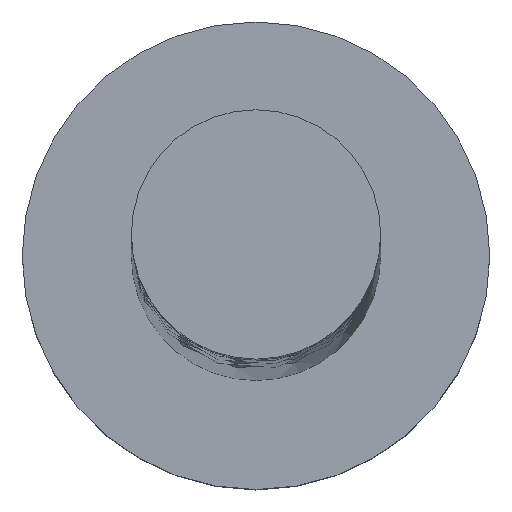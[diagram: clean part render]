
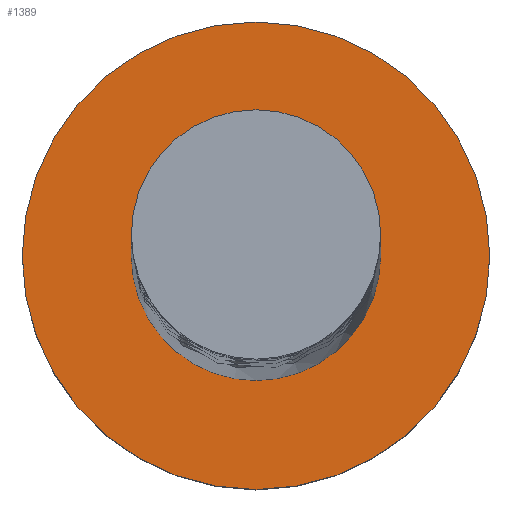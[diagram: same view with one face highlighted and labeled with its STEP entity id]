
A CAD part, top view. The second image highlights one B-rep face of the part: STEP entity #1389.
In plain terms, the highlighted planar face has unit normal (0, 0, 1).
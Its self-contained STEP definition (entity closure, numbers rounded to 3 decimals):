
#35 = CARTESIAN_POINT ( 'NONE',  ( 3., 0., 3. ) ) ;
#79 = EDGE_CURVE ( 'NONE', #1296, #1340, #198, .T. ) ;
#84 = CARTESIAN_POINT ( 'NONE',  ( 0., 0., 3. ) ) ;
#95 = AXIS2_PLACEMENT_3D ( 'NONE', #242, #232, #735 ) ;
#106 = VERTEX_POINT ( 'NONE', #1542 ) ;
#198 = CIRCLE ( 'NONE', #602, 3. ) ;
#203 = DIRECTION ( 'NONE',  ( 0., 0., 1. ) ) ;
#208 = CARTESIAN_POINT ( 'NONE',  ( -3., 0., 3. ) ) ;
#214 = ORIENTED_EDGE ( 'NONE', *, *, #845, .T. ) ;
#232 = DIRECTION ( 'NONE',  ( 0., 0., 1. ) ) ;
#242 = CARTESIAN_POINT ( 'NONE',  ( 0., 0., 3. ) ) ;
#335 = DIRECTION ( 'NONE',  ( 0., 0., 1. ) ) ;
#351 = CIRCLE ( 'NONE', #1462, 3. ) ;
#360 = DIRECTION ( 'NONE',  ( 0., 0., 1. ) ) ;
#454 = EDGE_CURVE ( 'NONE', #106, #1005, #823, .T. ) ;
#536 = EDGE_LOOP ( 'NONE', ( #780, #1039 ) ) ;
#541 = ORIENTED_EDGE ( 'NONE', *, *, #79, .T. ) ;
#562 = AXIS2_PLACEMENT_3D ( 'NONE', #844, #360, #1349 ) ;
#602 = AXIS2_PLACEMENT_3D ( 'NONE', #84, #607, #1639 ) ;
#607 = DIRECTION ( 'NONE',  ( 0., 0., 1. ) ) ;
#615 = AXIS2_PLACEMENT_3D ( 'NONE', #843, #335, #1326 ) ;
#735 = DIRECTION ( 'NONE',  ( 1., 0., 0. ) ) ;
#780 = ORIENTED_EDGE ( 'NONE', *, *, #454, .F. ) ;
#820 = FACE_BOUND ( 'NONE', #536, .T. ) ;
#823 = CIRCLE ( 'NONE', #95, 1.6 ) ;
#827 = EDGE_CURVE ( 'NONE', #1005, #106, #1512, .T. ) ;
#830 = CARTESIAN_POINT ( 'NONE',  ( 1.6, 0., 3. ) ) ;
#843 = CARTESIAN_POINT ( 'NONE',  ( 0., 0., 3. ) ) ;
#844 = CARTESIAN_POINT ( 'NONE',  ( 0., 0., 3. ) ) ;
#845 = EDGE_CURVE ( 'NONE', #1340, #1296, #351, .T. ) ;
#1005 = VERTEX_POINT ( 'NONE', #830 ) ;
#1021 = EDGE_LOOP ( 'NONE', ( #541, #214 ) ) ;
#1039 = ORIENTED_EDGE ( 'NONE', *, *, #827, .F. ) ;
#1213 = CARTESIAN_POINT ( 'NONE',  ( 0., 0., 3. ) ) ;
#1296 = VERTEX_POINT ( 'NONE', #208 ) ;
#1326 = DIRECTION ( 'NONE',  ( 1., 0., 0. ) ) ;
#1335 = FACE_OUTER_BOUND ( 'NONE', #1021, .T. ) ;
#1340 = VERTEX_POINT ( 'NONE', #35 ) ;
#1349 = DIRECTION ( 'NONE',  ( 1., 0., 0. ) ) ;
#1357 = DIRECTION ( 'NONE',  ( 1., 0., 0. ) ) ;
#1389 = ADVANCED_FACE ( 'NONE', ( #820, #1335 ), #1474, .T. ) ;
#1462 = AXIS2_PLACEMENT_3D ( 'NONE', #1213, #203, #1357 ) ;
#1474 = PLANE ( 'NONE',  #615 ) ;
#1512 = CIRCLE ( 'NONE', #562, 1.6 ) ;
#1542 = CARTESIAN_POINT ( 'NONE',  ( -1.6, 0., 3. ) ) ;
#1639 = DIRECTION ( 'NONE',  ( 1., 0., 0. ) ) ;
